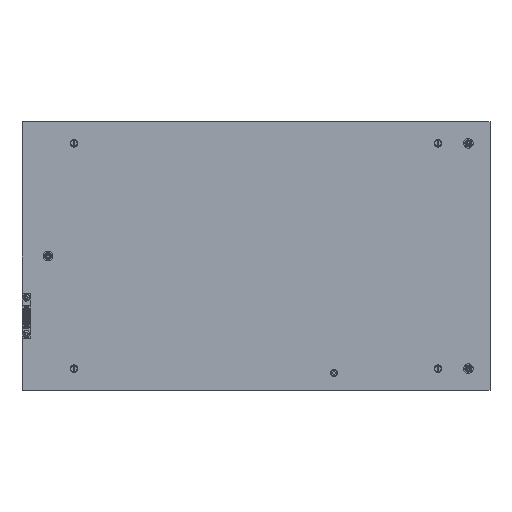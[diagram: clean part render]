
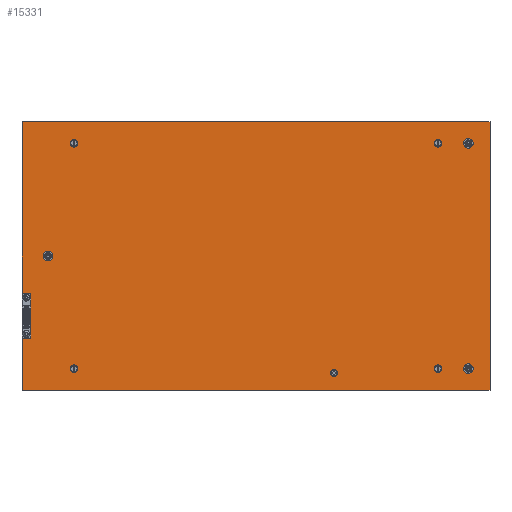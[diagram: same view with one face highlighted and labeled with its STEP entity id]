
A CAD part, front view. The second image highlights one B-rep face of the part: STEP entity #15331.
In plain terms, the highlighted planar face has unit normal (0, -1, 0).
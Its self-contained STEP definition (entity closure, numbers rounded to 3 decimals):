
#3613 = LINE ( 'NONE', #26607, #50387 ) ;
#7270 = PLANE ( 'NONE',  #15057 ) ;
#11400 = ORIENTED_EDGE ( 'NONE', *, *, #25616, .F. ) ;
#13947 = CARTESIAN_POINT ( 'NONE',  ( -270., -5., 155. ) ) ;
#15057 = AXIS2_PLACEMENT_3D ( 'NONE', #25135, #34641, #44681 ) ;
#15331 = ADVANCED_FACE ( 'NONE', ( #19974 ), #7270, .T. ) ;
#18481 = CARTESIAN_POINT ( 'NONE',  ( -270., -5., -155. ) ) ;
#18569 = EDGE_LOOP ( 'NONE', ( #11400, #50916, #46056, #22433 ) ) ;
#19090 = LINE ( 'NONE', #23042, #24810 ) ;
#19974 = FACE_OUTER_BOUND ( 'NONE', #18569, .T. ) ;
#22433 = ORIENTED_EDGE ( 'NONE', *, *, #26260, .F. ) ;
#23042 = CARTESIAN_POINT ( 'NONE',  ( -270., -5., -155. ) ) ;
#23444 = VERTEX_POINT ( 'NONE', #18481 ) ;
#23471 = LINE ( 'NONE', #39773, #29189 ) ;
#24810 = VECTOR ( 'NONE', #34564, 1000. ) ;
#25135 = CARTESIAN_POINT ( 'NONE',  ( 270., -5., -155. ) ) ;
#25616 = EDGE_CURVE ( 'NONE', #41077, #25902, #23471, .T. ) ;
#25902 = VERTEX_POINT ( 'NONE', #43491 ) ;
#26260 = EDGE_CURVE ( 'NONE', #25902, #23444, #19090, .T. ) ;
#26607 = CARTESIAN_POINT ( 'NONE',  ( -270., -5., 155. ) ) ;
#29189 = VECTOR ( 'NONE', #49270, 1000. ) ;
#31211 = CARTESIAN_POINT ( 'NONE',  ( -270., -5., 155. ) ) ;
#31538 = CARTESIAN_POINT ( 'NONE',  ( 270., -5., 155. ) ) ;
#34564 = DIRECTION ( 'NONE',  ( -1., 0., 0. ) ) ;
#34641 = DIRECTION ( 'NONE',  ( 0., -1., 0. ) ) ;
#37190 = VECTOR ( 'NONE', #50001, 1000. ) ;
#37986 = VERTEX_POINT ( 'NONE', #31211 ) ;
#39773 = CARTESIAN_POINT ( 'NONE',  ( 270., -5., 155. ) ) ;
#40204 = DIRECTION ( 'NONE',  ( 1., 0., 0. ) ) ;
#41077 = VERTEX_POINT ( 'NONE', #31538 ) ;
#43491 = CARTESIAN_POINT ( 'NONE',  ( 270., -5., -155. ) ) ;
#44681 = DIRECTION ( 'NONE',  ( 0., 0., -1. ) ) ;
#46056 = ORIENTED_EDGE ( 'NONE', *, *, #51915, .F. ) ;
#49241 = LINE ( 'NONE', #13947, #37190 ) ;
#49270 = DIRECTION ( 'NONE',  ( 0., 0., -1. ) ) ;
#50001 = DIRECTION ( 'NONE',  ( 0., 0., 1. ) ) ;
#50387 = VECTOR ( 'NONE', #40204, 1000. ) ;
#50916 = ORIENTED_EDGE ( 'NONE', *, *, #53752, .F. ) ;
#51915 = EDGE_CURVE ( 'NONE', #23444, #37986, #49241, .T. ) ;
#53752 = EDGE_CURVE ( 'NONE', #37986, #41077, #3613, .T. ) ;
